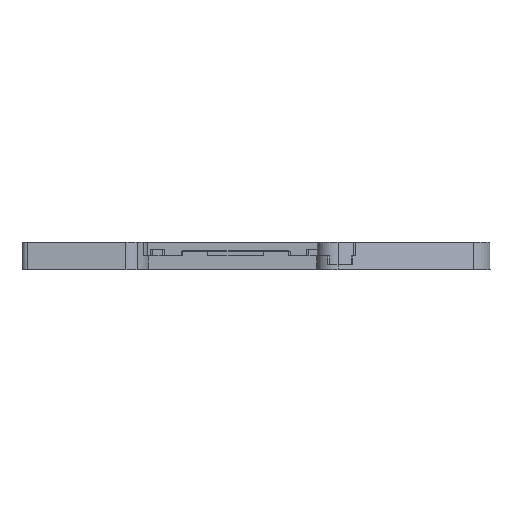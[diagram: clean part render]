
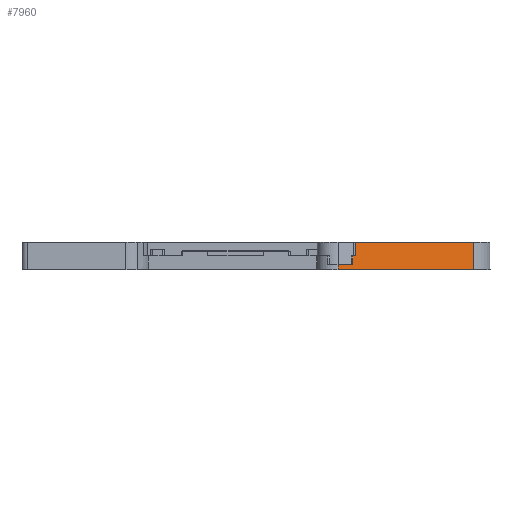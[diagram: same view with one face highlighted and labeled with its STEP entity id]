
A CAD part, front view. The second image highlights one B-rep face of the part: STEP entity #7960.
In plain terms, the highlighted planar face has unit normal (0.393, -0.92, 0).
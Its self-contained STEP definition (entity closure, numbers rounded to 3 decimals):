
#1152 = CARTESIAN_POINT ( 'NONE',  ( -24.571, -4.791, 17.418 ) ) ;
#1381 = ORIENTED_EDGE ( 'NONE', *, *, #18623, .T. ) ;
#1483 = VERTEX_POINT ( 'NONE', #4092 ) ;
#1716 = LINE ( 'NONE', #19227, #6261 ) ;
#1889 = ORIENTED_EDGE ( 'NONE', *, *, #15691, .T. ) ;
#1983 = DIRECTION ( 'NONE',  ( 0., 0., -1. ) ) ;
#1995 = LINE ( 'NONE', #11178, #10533 ) ;
#2357 = LINE ( 'NONE', #13931, #6343 ) ;
#2569 = CARTESIAN_POINT ( 'NONE',  ( -27.742, -6.145, 14.868 ) ) ;
#2952 = EDGE_CURVE ( 'NONE', #1483, #9883, #12770, .T. ) ;
#2985 = CARTESIAN_POINT ( 'NONE',  ( -27.742, -6.145, 13.268 ) ) ;
#3207 = VERTEX_POINT ( 'NONE', #19275 ) ;
#3606 = ORIENTED_EDGE ( 'NONE', *, *, #10790, .T. ) ;
#3655 = DIRECTION ( 'NONE',  ( 0.92, 0.393, 0. ) ) ;
#3669 = DIRECTION ( 'NONE',  ( 0.393, -0.92, 0. ) ) ;
#3694 = CARTESIAN_POINT ( 'NONE',  ( -27.742, -6.145, -32.962 ) ) ;
#4092 = CARTESIAN_POINT ( 'NONE',  ( -24.571, -4.791, 14.868 ) ) ;
#4276 = PLANE ( 'NONE',  #22062 ) ;
#4374 = VERTEX_POINT ( 'NONE', #1152 ) ;
#4884 = VECTOR ( 'NONE', #13312, 1000. ) ;
#4903 = DIRECTION ( 'NONE',  ( 0., 0., -1. ) ) ;
#4938 = LINE ( 'NONE', #10888, #13564 ) ;
#6229 = VECTOR ( 'NONE', #12161, 1000. ) ;
#6252 = VERTEX_POINT ( 'NONE', #14700 ) ;
#6261 = VECTOR ( 'NONE', #1983, 1000. ) ;
#6343 = VECTOR ( 'NONE', #13354, 1000. ) ;
#6561 = CARTESIAN_POINT ( 'NONE',  ( -27.742, -6.145, -32.962 ) ) ;
#6737 = CARTESIAN_POINT ( 'NONE',  ( -2.855, 4.476, 12.418 ) ) ;
#6925 = ORIENTED_EDGE ( 'NONE', *, *, #19431, .T. ) ;
#7079 = VERTEX_POINT ( 'NONE', #6737 ) ;
#7960 = ADVANCED_FACE ( 'NONE', ( #17101 ), #4276, .T. ) ;
#8768 = EDGE_CURVE ( 'NONE', #9883, #16412, #4938, .T. ) ;
#9228 = VECTOR ( 'NONE', #17952, 1000. ) ;
#9883 = VERTEX_POINT ( 'NONE', #15888 ) ;
#9981 = CARTESIAN_POINT ( 'NONE',  ( -25.034, -4.989, 13.268 ) ) ;
#10046 = VERTEX_POINT ( 'NONE', #12195 ) ;
#10058 = EDGE_CURVE ( 'NONE', #3207, #7079, #10224, .T. ) ;
#10224 = LINE ( 'NONE', #11941, #6229 ) ;
#10533 = VECTOR ( 'NONE', #12914, 1000. ) ;
#10790 = EDGE_CURVE ( 'NONE', #16412, #10046, #18665, .T. ) ;
#10888 = CARTESIAN_POINT ( 'NONE',  ( -25.034, -4.989, -32.962 ) ) ;
#11178 = CARTESIAN_POINT ( 'NONE',  ( -24.571, -4.791, -32.962 ) ) ;
#11344 = DIRECTION ( 'NONE',  ( 0., 0., -1. ) ) ;
#11544 = ORIENTED_EDGE ( 'NONE', *, *, #18410, .F. ) ;
#11941 = CARTESIAN_POINT ( 'NONE',  ( -27.742, -6.145, 12.418 ) ) ;
#12161 = DIRECTION ( 'NONE',  ( 0.92, 0.393, 0. ) ) ;
#12195 = CARTESIAN_POINT ( 'NONE',  ( -27.742, -6.145, 13.268 ) ) ;
#12770 = LINE ( 'NONE', #2569, #9228 ) ;
#12914 = DIRECTION ( 'NONE',  ( 0., 0., -1. ) ) ;
#13312 = DIRECTION ( 'NONE',  ( -0.92, -0.393, 0. ) ) ;
#13354 = DIRECTION ( 'NONE',  ( -0.92, -0.393, 0. ) ) ;
#13564 = VECTOR ( 'NONE', #11344, 1000. ) ;
#13931 = CARTESIAN_POINT ( 'NONE',  ( -27.742, -6.145, 17.418 ) ) ;
#14426 = ORIENTED_EDGE ( 'NONE', *, *, #10058, .T. ) ;
#14700 = CARTESIAN_POINT ( 'NONE',  ( -2.855, 4.476, 17.418 ) ) ;
#15691 = EDGE_CURVE ( 'NONE', #6252, #4374, #2357, .T. ) ;
#15888 = CARTESIAN_POINT ( 'NONE',  ( -25.034, -4.989, 14.868 ) ) ;
#16412 = VERTEX_POINT ( 'NONE', #9981 ) ;
#16734 = LINE ( 'NONE', #6561, #20804 ) ;
#17101 = FACE_OUTER_BOUND ( 'NONE', #20832, .T. ) ;
#17952 = DIRECTION ( 'NONE',  ( -0.92, -0.393, 0. ) ) ;
#18410 = EDGE_CURVE ( 'NONE', #6252, #7079, #1716, .T. ) ;
#18623 = EDGE_CURVE ( 'NONE', #4374, #1483, #1995, .T. ) ;
#18665 = LINE ( 'NONE', #2985, #4884 ) ;
#19227 = CARTESIAN_POINT ( 'NONE',  ( -2.855, 4.476, -32.962 ) ) ;
#19275 = CARTESIAN_POINT ( 'NONE',  ( -27.742, -6.145, 12.418 ) ) ;
#19431 = EDGE_CURVE ( 'NONE', #10046, #3207, #16734, .T. ) ;
#20403 = ORIENTED_EDGE ( 'NONE', *, *, #2952, .T. ) ;
#20804 = VECTOR ( 'NONE', #4903, 1000. ) ;
#20832 = EDGE_LOOP ( 'NONE', ( #20403, #21305, #3606, #6925, #14426, #11544, #1889, #1381 ) ) ;
#21305 = ORIENTED_EDGE ( 'NONE', *, *, #8768, .T. ) ;
#22062 = AXIS2_PLACEMENT_3D ( 'NONE', #3694, #3669, #3655 ) ;
